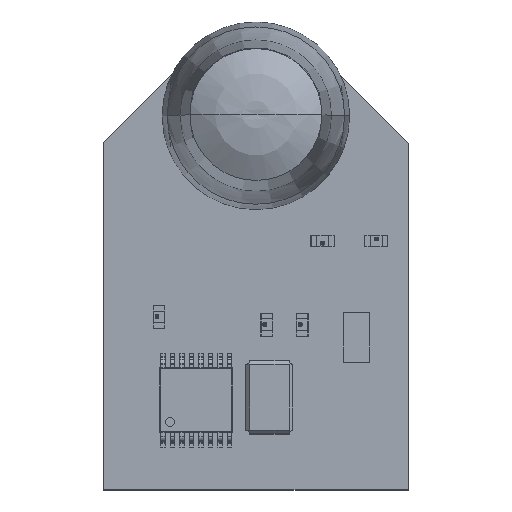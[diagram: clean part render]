
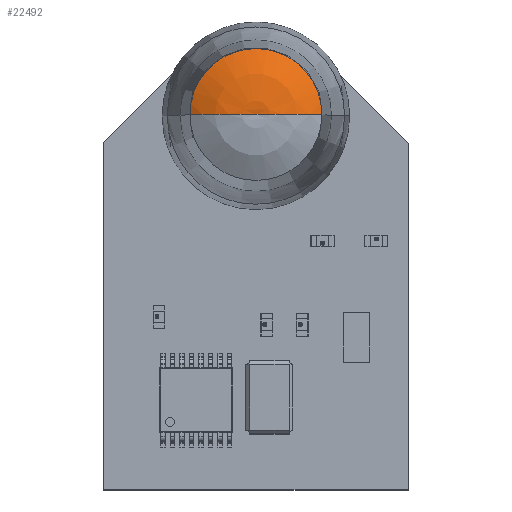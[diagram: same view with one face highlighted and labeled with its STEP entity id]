
A CAD part, top view. The second image highlights one B-rep face of the part: STEP entity #22492.
In plain terms, the highlighted face is a revolution surface.
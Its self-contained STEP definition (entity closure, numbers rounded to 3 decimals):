
#22492 = ADVANCED_FACE('',(#22493),#22508,.T.);
#22493 = FACE_BOUND('',#22494,.T.);
#22494 = EDGE_LOOP('',(#22495,#22582,#22616));
#22495 = ORIENTED_EDGE('',*,*,#22496,.T.);
#22496 = EDGE_CURVE('',#22497,#22499,#22501,.T.);
#22497 = VERTEX_POINT('',#22498);
#22498 = CARTESIAN_POINT('',(0.,49.813,4.5));
#22499 = VERTEX_POINT('',#22500);
#22500 = CARTESIAN_POINT('',(0.,49.813,-4.5));
#22501 = SURFACE_CURVE('',#22502,(#22507,#22548),.PCURVE_S1.);
#22502 = CIRCLE('',#22503,4.5);
#22503 = AXIS2_PLACEMENT_3D('',#22504,#22505,#22506);
#22504 = CARTESIAN_POINT('',(0.,49.813,0.));
#22505 = DIRECTION('',(0.,1.,0.));
#22506 = DIRECTION('',(0.,0.,1.));
#22507 = PCURVE('',#22508,#22520);
#22508 = SURFACE_OF_REVOLUTION('',#22509,#22517);
#22509 = B_SPLINE_CURVE_WITH_KNOTS('',6,(#22510,#22511,#22512,#22513,
    #22514,#22515,#22516),.UNSPECIFIED.,.F.,.F.,(7,7),(0.98,
    1.707),.PIECEWISE_BEZIER_KNOTS.);
#22510 = CARTESIAN_POINT('',(0.,49.813,4.5));
#22511 = CARTESIAN_POINT('',(0.,50.251,3.846));
#22512 = CARTESIAN_POINT('',(0.,50.594,3.129));
#22513 = CARTESIAN_POINT('',(0.,50.831,2.365));
#22514 = CARTESIAN_POINT('',(0.,50.954,1.575));
#22515 = CARTESIAN_POINT('',(0.,50.96,0.78));
#22516 = CARTESIAN_POINT('',(0.,50.854,
    0.));
#22517 = AXIS1_PLACEMENT('',#22518,#22519);
#22518 = CARTESIAN_POINT('',(0.,44.413,0.));
#22519 = DIRECTION('',(0.,1.,0.));
#22520 = DEFINITIONAL_REPRESENTATION('',(#22521),#22547);
#22521 = B_SPLINE_CURVE_WITH_KNOTS('',3,(#22522,#22523,#22524,#22525,
    #22526,#22527,#22528,#22529,#22530,#22531,#22532,#22533,#22534,
    #22535,#22536,#22537,#22538,#22539,#22540,#22541,#22542,#22543,
    #22544,#22545,#22546),.UNSPECIFIED.,.F.,.F.,(4,1,1,1,1,1,1,1,1,1,1,1
    ,1,1,1,1,1,1,1,1,1,1,4),(0.,0.143,0.286,
    0.428,0.571,0.714,0.857,
    1.,1.142,1.285,1.428,
    1.571,1.714,1.856,1.999,
    2.142,2.285,2.428,2.57,
    2.713,2.856,2.999,3.142),
  .QUASI_UNIFORM_KNOTS.);
#22522 = CARTESIAN_POINT('',(0.,0.98));
#22523 = CARTESIAN_POINT('',(0.048,0.98));
#22524 = CARTESIAN_POINT('',(0.143,0.98));
#22525 = CARTESIAN_POINT('',(0.286,0.98));
#22526 = CARTESIAN_POINT('',(0.428,0.98));
#22527 = CARTESIAN_POINT('',(0.571,0.98));
#22528 = CARTESIAN_POINT('',(0.714,0.98));
#22529 = CARTESIAN_POINT('',(0.857,0.98));
#22530 = CARTESIAN_POINT('',(1.,0.98));
#22531 = CARTESIAN_POINT('',(1.142,0.98));
#22532 = CARTESIAN_POINT('',(1.285,0.98));
#22533 = CARTESIAN_POINT('',(1.428,0.98));
#22534 = CARTESIAN_POINT('',(1.571,0.98));
#22535 = CARTESIAN_POINT('',(1.714,0.98));
#22536 = CARTESIAN_POINT('',(1.856,0.98));
#22537 = CARTESIAN_POINT('',(1.999,0.98));
#22538 = CARTESIAN_POINT('',(2.142,0.98));
#22539 = CARTESIAN_POINT('',(2.285,0.98));
#22540 = CARTESIAN_POINT('',(2.428,0.98));
#22541 = CARTESIAN_POINT('',(2.57,0.98));
#22542 = CARTESIAN_POINT('',(2.713,0.98));
#22543 = CARTESIAN_POINT('',(2.856,0.98));
#22544 = CARTESIAN_POINT('',(2.999,0.98));
#22545 = CARTESIAN_POINT('',(3.094,0.98));
#22546 = CARTESIAN_POINT('',(3.142,0.98));
#22547 = ( GEOMETRIC_REPRESENTATION_CONTEXT(2) 
PARAMETRIC_REPRESENTATION_CONTEXT() REPRESENTATION_CONTEXT('2D SPACE',''
  ) );
#22548 = PCURVE('',#22549,#22554);
#22549 = CONICAL_SURFACE('',#22550,4.5,0.018);
#22550 = AXIS2_PLACEMENT_3D('',#22551,#22552,#22553);
#22551 = CARTESIAN_POINT('',(0.,49.813,0.));
#22552 = DIRECTION('',(0.,-1.,0.));
#22553 = DIRECTION('',(0.,0.,-1.));
#22554 = DEFINITIONAL_REPRESENTATION('',(#22555),#22581);
#22555 = B_SPLINE_CURVE_WITH_KNOTS('',3,(#22556,#22557,#22558,#22559,
    #22560,#22561,#22562,#22563,#22564,#22565,#22566,#22567,#22568,
    #22569,#22570,#22571,#22572,#22573,#22574,#22575,#22576,#22577,
    #22578,#22579,#22580),.UNSPECIFIED.,.F.,.F.,(4,1,1,1,1,1,1,1,1,1,1,1
    ,1,1,1,1,1,1,1,1,1,1,4),(0.,0.143,0.286,
    0.428,0.571,0.714,0.857,
    1.,1.142,1.285,1.428,
    1.571,1.714,1.856,1.999,
    2.142,2.285,2.428,2.57,
    2.713,2.856,2.999,3.142),
  .QUASI_UNIFORM_KNOTS.);
#22556 = CARTESIAN_POINT('',(3.142,0.));
#22557 = CARTESIAN_POINT('',(3.094,0.));
#22558 = CARTESIAN_POINT('',(2.999,0.));
#22559 = CARTESIAN_POINT('',(2.856,0.));
#22560 = CARTESIAN_POINT('',(2.713,0.));
#22561 = CARTESIAN_POINT('',(2.57,0.));
#22562 = CARTESIAN_POINT('',(2.428,0.));
#22563 = CARTESIAN_POINT('',(2.285,0.));
#22564 = CARTESIAN_POINT('',(2.142,0.));
#22565 = CARTESIAN_POINT('',(1.999,0.));
#22566 = CARTESIAN_POINT('',(1.856,0.));
#22567 = CARTESIAN_POINT('',(1.714,0.));
#22568 = CARTESIAN_POINT('',(1.571,0.));
#22569 = CARTESIAN_POINT('',(1.428,0.));
#22570 = CARTESIAN_POINT('',(1.285,0.));
#22571 = CARTESIAN_POINT('',(1.142,0.));
#22572 = CARTESIAN_POINT('',(1.,0.));
#22573 = CARTESIAN_POINT('',(0.857,0.));
#22574 = CARTESIAN_POINT('',(0.714,0.));
#22575 = CARTESIAN_POINT('',(0.571,0.));
#22576 = CARTESIAN_POINT('',(0.428,0.));
#22577 = CARTESIAN_POINT('',(0.286,0.));
#22578 = CARTESIAN_POINT('',(0.143,0.));
#22579 = CARTESIAN_POINT('',(0.048,0.));
#22580 = CARTESIAN_POINT('',(0.,0.));
#22581 = ( GEOMETRIC_REPRESENTATION_CONTEXT(2) 
PARAMETRIC_REPRESENTATION_CONTEXT() REPRESENTATION_CONTEXT('2D SPACE',''
  ) );
#22582 = ORIENTED_EDGE('',*,*,#22583,.T.);
#22583 = EDGE_CURVE('',#22499,#22584,#22586,.T.);
#22584 = VERTEX_POINT('',#22585);
#22585 = CARTESIAN_POINT('',(0.,50.854,
    0.));
#22586 = SURFACE_CURVE('',#22587,(#22592,#22598),.PCURVE_S1.);
#22587 = CIRCLE('',#22588,6.501);
#22588 = AXIS2_PLACEMENT_3D('',#22589,#22590,#22591);
#22589 = CARTESIAN_POINT('',(0.,44.413,
    -0.88));
#22590 = DIRECTION('',(1.,0.,0.));
#22591 = DIRECTION('',(0.,0.,-1.));
#22592 = PCURVE('',#22508,#22593);
#22593 = DEFINITIONAL_REPRESENTATION('',(#22594),#22597);
#22594 = B_SPLINE_CURVE_WITH_KNOTS('',1,(#22595,#22596),.UNSPECIFIED.,
  .F.,.F.,(2,2),(0.98,1.707),
  .PIECEWISE_BEZIER_KNOTS.);
#22595 = CARTESIAN_POINT('',(3.142,0.98));
#22596 = CARTESIAN_POINT('',(3.142,1.707));
#22597 = ( GEOMETRIC_REPRESENTATION_CONTEXT(2) 
PARAMETRIC_REPRESENTATION_CONTEXT() REPRESENTATION_CONTEXT('2D SPACE',''
  ) );
#22598 = PCURVE('',#22599,#22611);
#22599 = SURFACE_OF_REVOLUTION('',#22600,#22608);
#22600 = B_SPLINE_CURVE_WITH_KNOTS('',6,(#22601,#22602,#22603,#22604,
    #22605,#22606,#22607),.UNSPECIFIED.,.F.,.F.,(7,7),(0.98,
    1.707),.PIECEWISE_BEZIER_KNOTS.);
#22601 = CARTESIAN_POINT('',(0.,49.813,4.5));
#22602 = CARTESIAN_POINT('',(0.,50.251,3.846));
#22603 = CARTESIAN_POINT('',(0.,50.594,3.129));
#22604 = CARTESIAN_POINT('',(0.,50.831,2.365));
#22605 = CARTESIAN_POINT('',(0.,50.954,1.575));
#22606 = CARTESIAN_POINT('',(0.,50.96,0.78));
#22607 = CARTESIAN_POINT('',(0.,50.854,
    0.));
#22608 = AXIS1_PLACEMENT('',#22609,#22610);
#22609 = CARTESIAN_POINT('',(0.,44.413,0.));
#22610 = DIRECTION('',(0.,1.,0.));
#22611 = DEFINITIONAL_REPRESENTATION('',(#22612),#22615);
#22612 = B_SPLINE_CURVE_WITH_KNOTS('',1,(#22613,#22614),.UNSPECIFIED.,
  .F.,.F.,(2,2),(0.98,1.707),
  .PIECEWISE_BEZIER_KNOTS.);
#22613 = CARTESIAN_POINT('',(3.142,0.98));
#22614 = CARTESIAN_POINT('',(3.142,1.707));
#22615 = ( GEOMETRIC_REPRESENTATION_CONTEXT(2) 
PARAMETRIC_REPRESENTATION_CONTEXT() REPRESENTATION_CONTEXT('2D SPACE',''
  ) );
#22616 = ORIENTED_EDGE('',*,*,#22617,.F.);
#22617 = EDGE_CURVE('',#22497,#22584,#22618,.T.);
#22618 = SURFACE_CURVE('',#22619,(#22624,#22630),.PCURVE_S1.);
#22619 = CIRCLE('',#22620,6.501);
#22620 = AXIS2_PLACEMENT_3D('',#22621,#22622,#22623);
#22621 = CARTESIAN_POINT('',(0.,44.413,0.88));
#22622 = DIRECTION('',(-1.,0.,0.));
#22623 = DIRECTION('',(0.,0.,1.));
#22624 = PCURVE('',#22508,#22625);
#22625 = DEFINITIONAL_REPRESENTATION('',(#22626),#22629);
#22626 = B_SPLINE_CURVE_WITH_KNOTS('',1,(#22627,#22628),.UNSPECIFIED.,
  .F.,.F.,(2,2),(0.98,1.707),
  .PIECEWISE_BEZIER_KNOTS.);
#22627 = CARTESIAN_POINT('',(0.,0.98));
#22628 = CARTESIAN_POINT('',(0.,1.707));
#22629 = ( GEOMETRIC_REPRESENTATION_CONTEXT(2) 
PARAMETRIC_REPRESENTATION_CONTEXT() REPRESENTATION_CONTEXT('2D SPACE',''
  ) );
#22630 = PCURVE('',#22599,#22631);
#22631 = DEFINITIONAL_REPRESENTATION('',(#22632),#22635);
#22632 = B_SPLINE_CURVE_WITH_KNOTS('',1,(#22633,#22634),.UNSPECIFIED.,
  .F.,.F.,(2,2),(0.98,1.707),
  .PIECEWISE_BEZIER_KNOTS.);
#22633 = CARTESIAN_POINT('',(6.283,0.98));
#22634 = CARTESIAN_POINT('',(6.283,1.707));
#22635 = ( GEOMETRIC_REPRESENTATION_CONTEXT(2) 
PARAMETRIC_REPRESENTATION_CONTEXT() REPRESENTATION_CONTEXT('2D SPACE',''
  ) );
